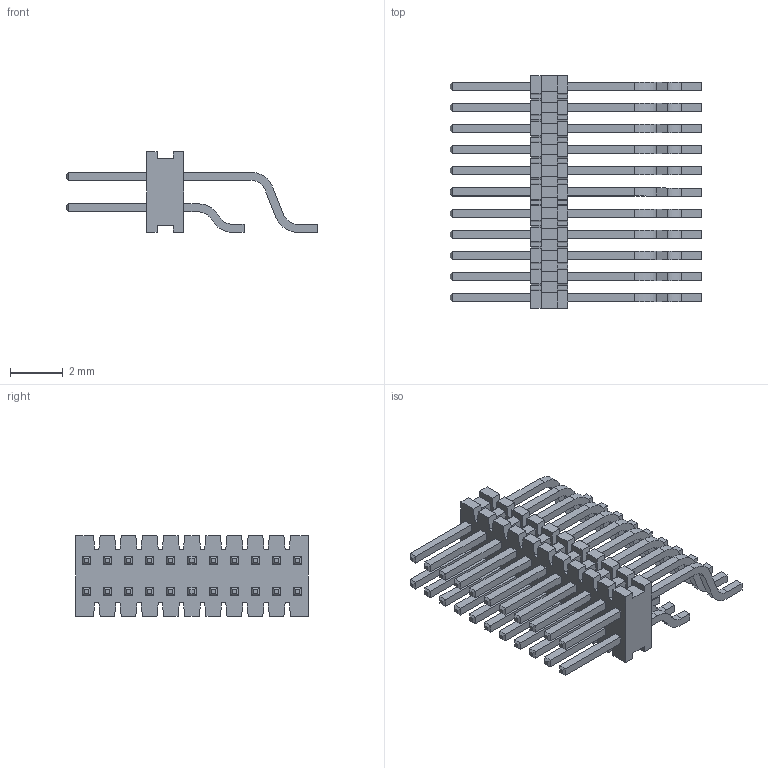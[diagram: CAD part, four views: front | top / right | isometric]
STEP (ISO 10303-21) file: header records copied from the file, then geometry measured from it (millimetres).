
FILE_DESCRIPTION((''),'2;1');
FILE_NAME('SAMTEC-FTE-11-03-G-DH','2009-10-05T',('dburnier'),(''),'PRO/ENGINEER BY PARAMETRIC TECHNOLOGY CORPORATION, 2008410','PRO/ENGINEER BY PARAMETRIC TECHNOLOGY CORPORATION, 2008410','');
FILE_SCHEMA(('AUTOMOTIVE_DESIGN_CC2 { 1 2 10303 214 -1 1 5 2 }'));
Length unit declared in the file: inch
Products named in the file (1): SAMTEC-FTE-11-03-G-DH
Bounding box: 9.53 x 8.8 x 3.05 mm (x, y, z)
Volume: 45.8 mm3; surface area: 319.5 mm2
Topology: 1 solids, 1 shells, 738 faces, 1988 edges, 1296 vertices
Faces by surface type: plane 650, cylinder 88
Entity records: 31731 total; most frequent: CARTESIAN_POINT 4022, ORIENTED_EDGE 3976, DIRECTION 3640, PRESENTATION_STYLE_ASSIGNMENT 2243, STYLED_ITEM 1989, CURVE_STYLE 1988, EDGE_CURVE 1988, VECTOR 1812
